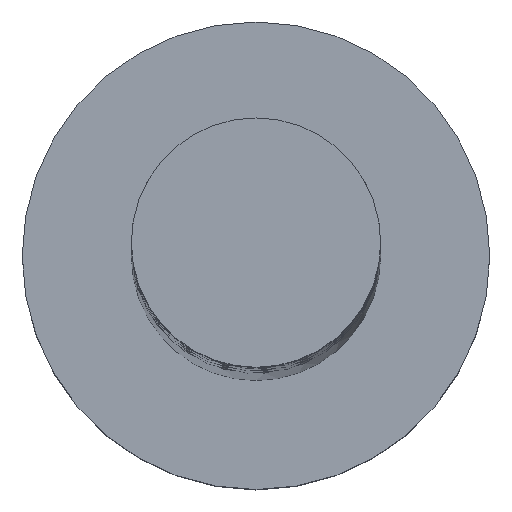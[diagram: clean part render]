
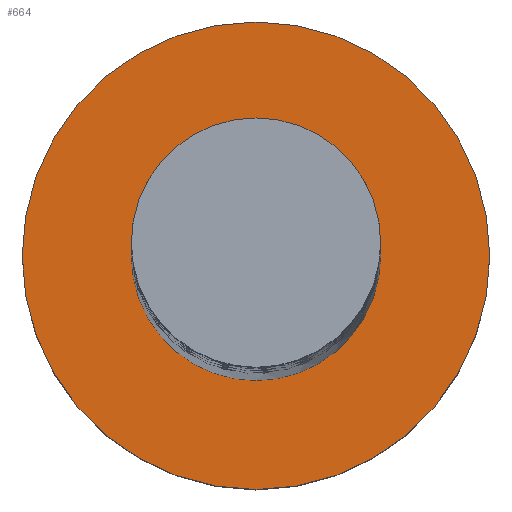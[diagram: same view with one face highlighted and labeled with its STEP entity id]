
A CAD part, top view. The second image highlights one B-rep face of the part: STEP entity #664.
In plain terms, the highlighted planar face has unit normal (0, 0, 1).
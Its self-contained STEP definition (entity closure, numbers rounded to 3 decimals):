
#44 = EDGE_CURVE ( 'NONE', #523, #250, #412, .T. ) ;
#63 = DIRECTION ( 'NONE',  ( 1., 0., 0. ) ) ;
#73 = FACE_BOUND ( 'NONE', #280, .T. ) ;
#89 = VERTEX_POINT ( 'NONE', #1179 ) ;
#90 = DIRECTION ( 'NONE',  ( 0., 0., 1. ) ) ;
#130 = EDGE_CURVE ( 'NONE', #89, #983, #1443, .T. ) ;
#205 = ORIENTED_EDGE ( 'NONE', *, *, #1468, .F. ) ;
#250 = VERTEX_POINT ( 'NONE', #963 ) ;
#280 = EDGE_LOOP ( 'NONE', ( #205, #735 ) ) ;
#299 = DIRECTION ( 'NONE',  ( 1., 0., 0. ) ) ;
#412 = CIRCLE ( 'NONE', #1204, 3. ) ;
#434 = DIRECTION ( 'NONE',  ( 0., 0., 1. ) ) ;
#511 = CIRCLE ( 'NONE', #977, 1.6 ) ;
#523 = VERTEX_POINT ( 'NONE', #754 ) ;
#534 = DIRECTION ( 'NONE',  ( 1., 0., 0. ) ) ;
#552 = AXIS2_PLACEMENT_3D ( 'NONE', #1401, #957, #299 ) ;
#613 = PLANE ( 'NONE',  #1200 ) ;
#620 = FACE_OUTER_BOUND ( 'NONE', #781, .T. ) ;
#650 = EDGE_CURVE ( 'NONE', #250, #523, #1041, .T. ) ;
#664 = ADVANCED_FACE ( 'NONE', ( #73, #620 ), #613, .T. ) ;
#696 = CARTESIAN_POINT ( 'NONE',  ( -1.6, 0., 3. ) ) ;
#735 = ORIENTED_EDGE ( 'NONE', *, *, #130, .F. ) ;
#754 = CARTESIAN_POINT ( 'NONE',  ( -3., 0., 3. ) ) ;
#781 = EDGE_LOOP ( 'NONE', ( #980, #1166 ) ) ;
#853 = CARTESIAN_POINT ( 'NONE',  ( 0., 0., 3. ) ) ;
#892 = DIRECTION ( 'NONE',  ( 1., 0., 0. ) ) ;
#957 = DIRECTION ( 'NONE',  ( 0., 0., 1. ) ) ;
#961 = AXIS2_PLACEMENT_3D ( 'NONE', #853, #1420, #534 ) ;
#963 = CARTESIAN_POINT ( 'NONE',  ( 3., 0., 3. ) ) ;
#976 = CARTESIAN_POINT ( 'NONE',  ( 0., 0., 3. ) ) ;
#977 = AXIS2_PLACEMENT_3D ( 'NONE', #1350, #90, #1464 ) ;
#980 = ORIENTED_EDGE ( 'NONE', *, *, #44, .T. ) ;
#983 = VERTEX_POINT ( 'NONE', #696 ) ;
#1041 = CIRCLE ( 'NONE', #961, 3. ) ;
#1166 = ORIENTED_EDGE ( 'NONE', *, *, #650, .T. ) ;
#1179 = CARTESIAN_POINT ( 'NONE',  ( 1.6, 0., 3. ) ) ;
#1200 = AXIS2_PLACEMENT_3D ( 'NONE', #976, #1227, #63 ) ;
#1204 = AXIS2_PLACEMENT_3D ( 'NONE', #1463, #434, #892 ) ;
#1227 = DIRECTION ( 'NONE',  ( 0., 0., 1. ) ) ;
#1350 = CARTESIAN_POINT ( 'NONE',  ( 0., 0., 3. ) ) ;
#1401 = CARTESIAN_POINT ( 'NONE',  ( 0., 0., 3. ) ) ;
#1420 = DIRECTION ( 'NONE',  ( 0., 0., 1. ) ) ;
#1443 = CIRCLE ( 'NONE', #552, 1.6 ) ;
#1463 = CARTESIAN_POINT ( 'NONE',  ( 0., 0., 3. ) ) ;
#1464 = DIRECTION ( 'NONE',  ( 1., 0., 0. ) ) ;
#1468 = EDGE_CURVE ( 'NONE', #983, #89, #511, .T. ) ;
